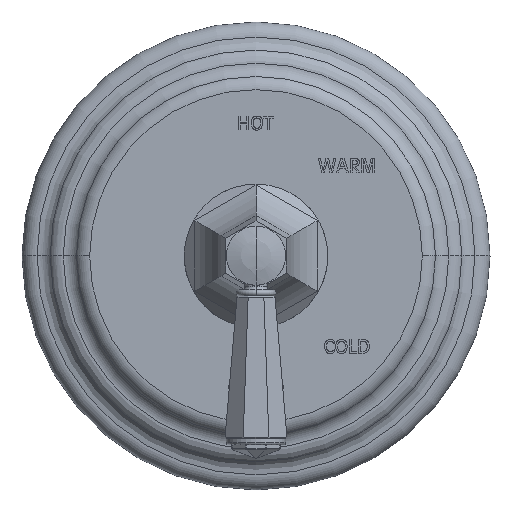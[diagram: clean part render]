
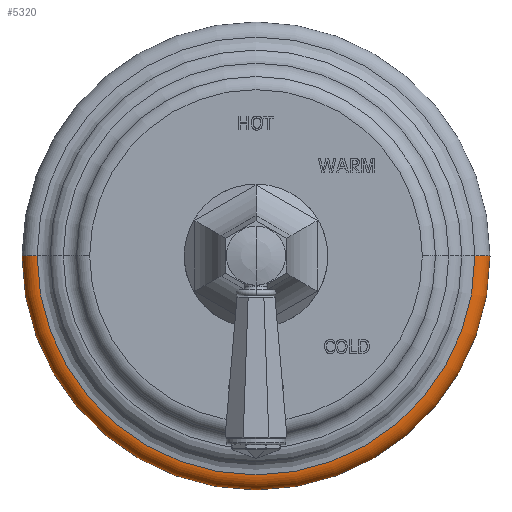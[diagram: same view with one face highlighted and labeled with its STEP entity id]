
A CAD part, top view. The second image highlights one B-rep face of the part: STEP entity #5320.
In plain terms, the highlighted toroidal (fillet/blend) face has major radius 92.075 mm and minor radius 6.35 mm.
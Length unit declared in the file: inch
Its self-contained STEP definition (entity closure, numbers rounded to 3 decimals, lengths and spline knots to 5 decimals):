
#2=CARTESIAN_POINT('',(0.,0.,0.));
#3=DIRECTION('',(0.,0.,-1.));
#4=DIRECTION('',(1.,0.,0.));
#5=AXIS2_PLACEMENT_3D('',#2,#3,#4);
#12=CARTESIAN_POINT('',(3.625,0.,0.));
#13=DIRECTION('',(0.,-1.,0.));
#14=DIRECTION('',(1.,0.,0.));
#15=AXIS2_PLACEMENT_3D('',#12,#13,#14);
#17=CARTESIAN_POINT('',(-3.625,0.,0.));
#18=DIRECTION('',(0.,1.,0.));
#19=DIRECTION('',(-1.,0.,0.));
#20=AXIS2_PLACEMENT_3D('',#17,#18,#19);
#37=CARTESIAN_POINT('',(0.,0.,0.25));
#38=DIRECTION('',(0.,0.,-1.));
#39=DIRECTION('',(1.,0.,0.));
#40=AXIS2_PLACEMENT_3D('',#37,#38,#39);
#4459=CARTESIAN_POINT('',(3.625,0.,0.25));
#4461=VERTEX_POINT('',#4459);
#4469=CARTESIAN_POINT('',(-3.625,0.,0.25));
#4471=VERTEX_POINT('',#4469);
#4931=CARTESIAN_POINT('',(3.875,0.,0.));
#4932=CARTESIAN_POINT('',(-3.875,0.,0.));
#4933=VERTEX_POINT('',#4931);
#4934=VERTEX_POINT('',#4932);
#5305=CARTESIAN_POINT('',(0.,0.,0.));
#5306=DIRECTION('',(0.,0.,-1.));
#5307=DIRECTION('',(-1.,0.,0.));
#5308=AXIS2_PLACEMENT_3D('',#5305,#5306,#5307);
#5309=TOROIDAL_SURFACE('',#5308,3.625,0.25);
#5311=ORIENTED_EDGE('',*,*,#5310,.T.);
#5313=ORIENTED_EDGE('',*,*,#5312,.T.);
#5315=ORIENTED_EDGE('',*,*,#5314,.F.);
#5317=ORIENTED_EDGE('',*,*,#5316,.F.);
#5318=EDGE_LOOP('',(#5311,#5313,#5315,#5317));
#5319=FACE_OUTER_BOUND('',#5318,.F.);
#5320=ADVANCED_FACE('',(#5319),#5309,.T.);
#6=CIRCLE('',#5,3.875);
#16=CIRCLE('',#15,0.25);
#21=CIRCLE('',#20,0.25);
#41=CIRCLE('',#40,3.625);
#5310=EDGE_CURVE('',#4933,#4934,#6,.T.);
#5312=EDGE_CURVE('',#4934,#4471,#21,.T.);
#5314=EDGE_CURVE('',#4461,#4471,#41,.T.);
#5316=EDGE_CURVE('',#4933,#4461,#16,.T.);
